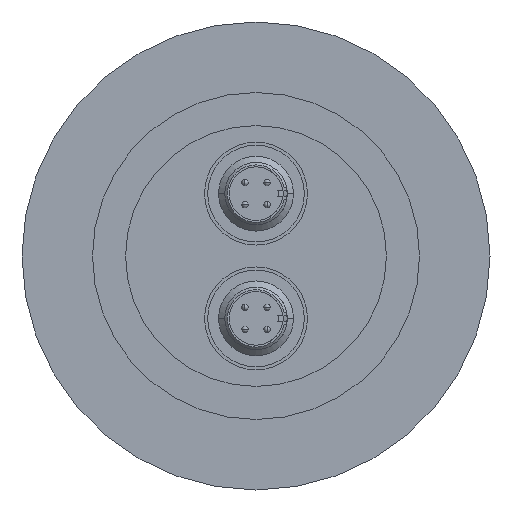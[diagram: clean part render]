
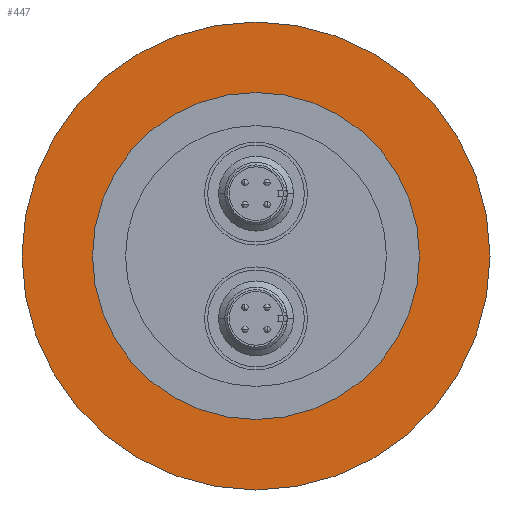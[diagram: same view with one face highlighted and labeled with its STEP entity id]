
A CAD part, left-side view. The second image highlights one B-rep face of the part: STEP entity #447.
In plain terms, the highlighted planar face has unit normal (-1, 0, 0).
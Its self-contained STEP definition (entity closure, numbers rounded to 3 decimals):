
#13 = ORIENTED_EDGE ( 'NONE', *, *, #500, .T. ) ;
#115 = CARTESIAN_POINT ( 'NONE',  ( 0., 0., 26.2 ) ) ;
#279 = EDGE_LOOP ( 'NONE', ( #2327, #1446 ) ) ;
#296 = VERTEX_POINT ( 'NONE', #115 ) ;
#318 = CARTESIAN_POINT ( 'NONE',  ( 0., 0., 0. ) ) ;
#330 = VERTEX_POINT ( 'NONE', #2017 ) ;
#447 = ADVANCED_FACE ( 'NONE', ( #2588, #2192 ), #2762, .F. ) ;
#470 = AXIS2_PLACEMENT_3D ( 'NONE', #318, #3062, #2278 ) ;
#500 = EDGE_CURVE ( 'NONE', #1771, #330, #1261, .T. ) ;
#789 = AXIS2_PLACEMENT_3D ( 'NONE', #1547, #1691, #1499 ) ;
#1017 = DIRECTION ( 'NONE',  ( 0., 0., 1. ) ) ;
#1164 = AXIS2_PLACEMENT_3D ( 'NONE', #1183, #2928, #1419 ) ;
#1183 = CARTESIAN_POINT ( 'NONE',  ( 0., 0., 0. ) ) ;
#1212 = CARTESIAN_POINT ( 'NONE',  ( 0., 0., 37.5 ) ) ;
#1261 = CIRCLE ( 'NONE', #1646, 37.5 ) ;
#1380 = CIRCLE ( 'NONE', #470, 26.2 ) ;
#1419 = DIRECTION ( 'NONE',  ( 0., 0., 1. ) ) ;
#1425 = CIRCLE ( 'NONE', #1164, 37.5 ) ;
#1446 = ORIENTED_EDGE ( 'NONE', *, *, #1763, .F. ) ;
#1499 = DIRECTION ( 'NONE',  ( 0., 0., -1. ) ) ;
#1547 = CARTESIAN_POINT ( 'NONE',  ( 0., 0., -37.5 ) ) ;
#1646 = AXIS2_PLACEMENT_3D ( 'NONE', #2231, #1837, #1017 ) ;
#1647 = CIRCLE ( 'NONE', #2872, 26.2 ) ;
#1691 = DIRECTION ( 'NONE',  ( 1., 0., 0. ) ) ;
#1763 = EDGE_CURVE ( 'NONE', #3113, #296, #1647, .T. ) ;
#1771 = VERTEX_POINT ( 'NONE', #1212 ) ;
#1809 = EDGE_CURVE ( 'NONE', #296, #3113, #1380, .T. ) ;
#1837 = DIRECTION ( 'NONE',  ( -1., 0., 0. ) ) ;
#2017 = CARTESIAN_POINT ( 'NONE',  ( 0., 0., -37.5 ) ) ;
#2178 = CARTESIAN_POINT ( 'NONE',  ( 0., 0., -26.2 ) ) ;
#2192 = FACE_OUTER_BOUND ( 'NONE', #2863, .T. ) ;
#2194 = DIRECTION ( 'NONE',  ( -1., 0., 0. ) ) ;
#2231 = CARTESIAN_POINT ( 'NONE',  ( 0., 0., 0. ) ) ;
#2278 = DIRECTION ( 'NONE',  ( 0., 0., 1. ) ) ;
#2327 = ORIENTED_EDGE ( 'NONE', *, *, #1809, .F. ) ;
#2439 = ORIENTED_EDGE ( 'NONE', *, *, #3016, .T. ) ;
#2447 = DIRECTION ( 'NONE',  ( 0., 0., 1. ) ) ;
#2588 = FACE_BOUND ( 'NONE', #279, .T. ) ;
#2663 = CARTESIAN_POINT ( 'NONE',  ( 0., 0., 0. ) ) ;
#2762 = PLANE ( 'NONE',  #789 ) ;
#2863 = EDGE_LOOP ( 'NONE', ( #13, #2439 ) ) ;
#2872 = AXIS2_PLACEMENT_3D ( 'NONE', #2663, #2194, #2447 ) ;
#2928 = DIRECTION ( 'NONE',  ( -1., 0., 0. ) ) ;
#3016 = EDGE_CURVE ( 'NONE', #330, #1771, #1425, .T. ) ;
#3062 = DIRECTION ( 'NONE',  ( -1., 0., 0. ) ) ;
#3113 = VERTEX_POINT ( 'NONE', #2178 ) ;
